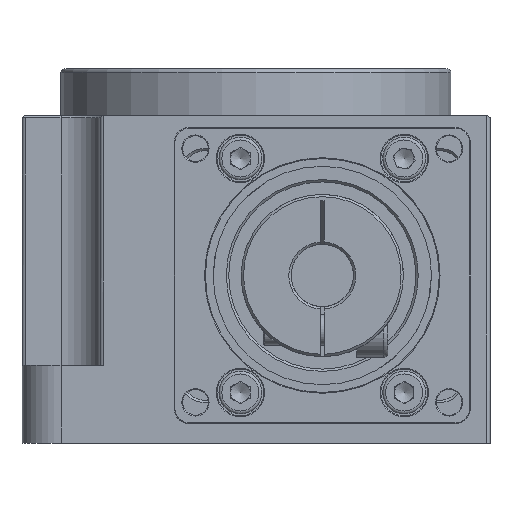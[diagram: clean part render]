
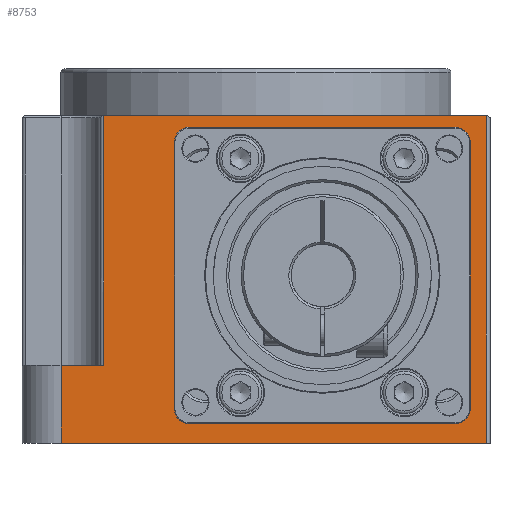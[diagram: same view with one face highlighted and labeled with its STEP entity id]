
A CAD part, front view. The second image highlights one B-rep face of the part: STEP entity #8753.
In plain terms, the highlighted planar face has unit normal (0, -1, 0).
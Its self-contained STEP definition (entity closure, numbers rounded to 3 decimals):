
#51 = CARTESIAN_POINT ( 'NONE',  ( 29.5, -32., 42. ) ) ;
#185 = CIRCLE ( 'NONE', #14730, 17.5 ) ;
#3278 = CIRCLE ( 'NONE', #21525, 1.25 ) ;
#3621 = DIRECTION ( 'NONE',  ( 0., 0., -1. ) ) ;
#3628 = CARTESIAN_POINT ( 'NONE',  ( -25., -32., 42. ) ) ;
#3654 = LINE ( 'NONE', #3628, #17688 ) ;
#3791 = EDGE_CURVE ( 'NONE', #23428, #23428, #8899, .T. ) ;
#3875 = AXIS2_PLACEMENT_3D ( 'NONE', #24115, #24107, #24099 ) ;
#4122 = EDGE_CURVE ( 'NONE', #23258, #23258, #9668, .T. ) ;
#4504 = EDGE_LOOP ( 'NONE', ( #12553, #12527, #12422, #12400, #12296, #12268 ) ) ;
#6246 = DIRECTION ( 'NONE',  ( 0., 0., -1. ) ) ;
#6252 = DIRECTION ( 'NONE',  ( 0., -1., 0. ) ) ;
#6275 = CARTESIAN_POINT ( 'NONE',  ( 23.5, -32., 34.5 ) ) ;
#6494 = CARTESIAN_POINT ( 'NONE',  ( 29.5, -32., 0. ) ) ;
#6920 = VECTOR ( 'NONE', #11060, 1000. ) ;
#7604 = EDGE_CURVE ( 'NONE', #17552, #13680, #7719, .T. ) ;
#7690 = DIRECTION ( 'NONE',  ( 1., 0., 0. ) ) ;
#7704 = CARTESIAN_POINT ( 'NONE',  ( -30., -32., 42. ) ) ;
#7719 = LINE ( 'NONE', #7704, #23148 ) ;
#7889 = EDGE_CURVE ( 'NONE', #21475, #21475, #24834, .T. ) ;
#7895 = CARTESIAN_POINT ( 'NONE',  ( -19.5, -32., 10. ) ) ;
#8753 = ADVANCED_FACE ( 'NONE', ( #24234, #24207, #24202, #24175, #24169, #24146 ), #24130, .F. ) ;
#8867 = EDGE_CURVE ( 'NONE', #20697, #20697, #185, .T. ) ;
#8899 = CIRCLE ( 'NONE', #23964, 1.25 ) ;
#9232 = DIRECTION ( 'NONE',  ( 0., 0., -1. ) ) ;
#9252 = DIRECTION ( 'NONE',  ( 0., -1., 0. ) ) ;
#9256 = CARTESIAN_POINT ( 'NONE',  ( 23.5, -32., 8.5 ) ) ;
#9668 = CIRCLE ( 'NONE', #13009, 1.25 ) ;
#9823 = EDGE_CURVE ( 'NONE', #17552, #18315, #13686, .T. ) ;
#10127 = EDGE_CURVE ( 'NONE', #20143, #20143, #3278, .T. ) ;
#11060 = DIRECTION ( 'NONE',  ( 1., 0., 0. ) ) ;
#11064 = CARTESIAN_POINT ( 'NONE',  ( -30., -32., 0. ) ) ;
#11101 = LINE ( 'NONE', #11064, #6920 ) ;
#11998 = DIRECTION ( 'NONE',  ( 1., 0., 0. ) ) ;
#12023 = CARTESIAN_POINT ( 'NONE',  ( -30., -32., 10. ) ) ;
#12025 = LINE ( 'NONE', #12023, #17650 ) ;
#12101 = CARTESIAN_POINT ( 'NONE',  ( -25., -32., 0. ) ) ;
#12268 = ORIENTED_EDGE ( 'NONE', *, *, #22060, .T. ) ;
#12296 = ORIENTED_EDGE ( 'NONE', *, *, #20930, .F. ) ;
#12400 = ORIENTED_EDGE ( 'NONE', *, *, #9823, .T. ) ;
#12422 = ORIENTED_EDGE ( 'NONE', *, *, #7604, .F. ) ;
#12527 = ORIENTED_EDGE ( 'NONE', *, *, #19532, .T. ) ;
#12553 = ORIENTED_EDGE ( 'NONE', *, *, #24451, .T. ) ;
#12661 = ORIENTED_EDGE ( 'NONE', *, *, #8867, .F. ) ;
#12788 = ORIENTED_EDGE ( 'NONE', *, *, #10127, .F. ) ;
#12818 = ORIENTED_EDGE ( 'NONE', *, *, #7889, .F. ) ;
#12850 = ORIENTED_EDGE ( 'NONE', *, *, #4122, .F. ) ;
#13009 = AXIS2_PLACEMENT_3D ( 'NONE', #21658, #21653, #21624 ) ;
#13052 = ORIENTED_EDGE ( 'NONE', *, *, #3791, .F. ) ;
#13089 = AXIS2_PLACEMENT_3D ( 'NONE', #6275, #6252, #6246 ) ;
#13651 = DIRECTION ( 'NONE',  ( 0., 0., -1. ) ) ;
#13679 = CARTESIAN_POINT ( 'NONE',  ( -19.5, -32., 42. ) ) ;
#13680 = VERTEX_POINT ( 'NONE', #51 ) ;
#13686 = LINE ( 'NONE', #13679, #22369 ) ;
#13980 = CARTESIAN_POINT ( 'NONE',  ( -25., -32., 10. ) ) ;
#14730 = AXIS2_PLACEMENT_3D ( 'NONE', #23371, #23336, #23325 ) ;
#15011 = VERTEX_POINT ( 'NONE', #13980 ) ;
#15894 = CARTESIAN_POINT ( 'NONE',  ( -19.5, -32., 42. ) ) ;
#17552 = VERTEX_POINT ( 'NONE', #15894 ) ;
#17650 = VECTOR ( 'NONE', #11998, 1000. ) ;
#17688 = VECTOR ( 'NONE', #3621, 1000. ) ;
#18315 = VERTEX_POINT ( 'NONE', #7895 ) ;
#19532 = EDGE_CURVE ( 'NONE', #21717, #13680, #21941, .T. ) ;
#20135 = CARTESIAN_POINT ( 'NONE',  ( 23.5, -32., 7.25 ) ) ;
#20143 = VERTEX_POINT ( 'NONE', #20135 ) ;
#20668 = CARTESIAN_POINT ( 'NONE',  ( 8.5, -32., 39. ) ) ;
#20697 = VERTEX_POINT ( 'NONE', #20668 ) ;
#20911 = VERTEX_POINT ( 'NONE', #12101 ) ;
#20930 = EDGE_CURVE ( 'NONE', #15011, #18315, #12025, .T. ) ;
#21468 = CARTESIAN_POINT ( 'NONE',  ( 23.5, -32., 33.25 ) ) ;
#21475 = VERTEX_POINT ( 'NONE', #21468 ) ;
#21525 = AXIS2_PLACEMENT_3D ( 'NONE', #9256, #9252, #9232 ) ;
#21624 = DIRECTION ( 'NONE',  ( 0., 0., -1. ) ) ;
#21642 = VECTOR ( 'NONE', #21917, 1000. ) ;
#21653 = DIRECTION ( 'NONE',  ( 0., -1., 0. ) ) ;
#21658 = CARTESIAN_POINT ( 'NONE',  ( -6.5, -32., 8.5 ) ) ;
#21717 = VERTEX_POINT ( 'NONE', #6494 ) ;
#21917 = DIRECTION ( 'NONE',  ( 0., 0., 1. ) ) ;
#21933 = CARTESIAN_POINT ( 'NONE',  ( 29.5, -32., 42. ) ) ;
#21941 = LINE ( 'NONE', #21933, #21642 ) ;
#22060 = EDGE_CURVE ( 'NONE', #15011, #20911, #3654, .T. ) ;
#22369 = VECTOR ( 'NONE', #13651, 1000. ) ;
#22854 = EDGE_LOOP ( 'NONE', ( #13052 ) ) ;
#23028 = EDGE_LOOP ( 'NONE', ( #12661 ) ) ;
#23148 = VECTOR ( 'NONE', #7690, 1000. ) ;
#23236 = CARTESIAN_POINT ( 'NONE',  ( -6.5, -32., 7.25 ) ) ;
#23258 = VERTEX_POINT ( 'NONE', #23236 ) ;
#23325 = DIRECTION ( 'NONE',  ( 0., 0., 1. ) ) ;
#23336 = DIRECTION ( 'NONE',  ( 0., -1., 0. ) ) ;
#23371 = CARTESIAN_POINT ( 'NONE',  ( 8.5, -32., 21.5 ) ) ;
#23373 = EDGE_LOOP ( 'NONE', ( #12788 ) ) ;
#23420 = CARTESIAN_POINT ( 'NONE',  ( -6.5, -32., 33.25 ) ) ;
#23428 = VERTEX_POINT ( 'NONE', #23420 ) ;
#23523 = EDGE_LOOP ( 'NONE', ( #12850 ) ) ;
#23532 = EDGE_LOOP ( 'NONE', ( #12818 ) ) ;
#23964 = AXIS2_PLACEMENT_3D ( 'NONE', #24569, #24554, #24532 ) ;
#24099 = DIRECTION ( 'NONE',  ( 0., 0., 1. ) ) ;
#24107 = DIRECTION ( 'NONE',  ( 0., 1., 0. ) ) ;
#24115 = CARTESIAN_POINT ( 'NONE',  ( -30., -32., 42. ) ) ;
#24130 = PLANE ( 'NONE',  #3875 ) ;
#24146 = FACE_OUTER_BOUND ( 'NONE', #4504, .T. ) ;
#24169 = FACE_BOUND ( 'NONE', #23028, .T. ) ;
#24175 = FACE_BOUND ( 'NONE', #23373, .T. ) ;
#24202 = FACE_BOUND ( 'NONE', #23532, .T. ) ;
#24207 = FACE_BOUND ( 'NONE', #23523, .T. ) ;
#24234 = FACE_BOUND ( 'NONE', #22854, .T. ) ;
#24451 = EDGE_CURVE ( 'NONE', #20911, #21717, #11101, .T. ) ;
#24532 = DIRECTION ( 'NONE',  ( 0., 0., -1. ) ) ;
#24554 = DIRECTION ( 'NONE',  ( 0., -1., 0. ) ) ;
#24569 = CARTESIAN_POINT ( 'NONE',  ( -6.5, -32., 34.5 ) ) ;
#24834 = CIRCLE ( 'NONE', #13089, 1.25 ) ;
